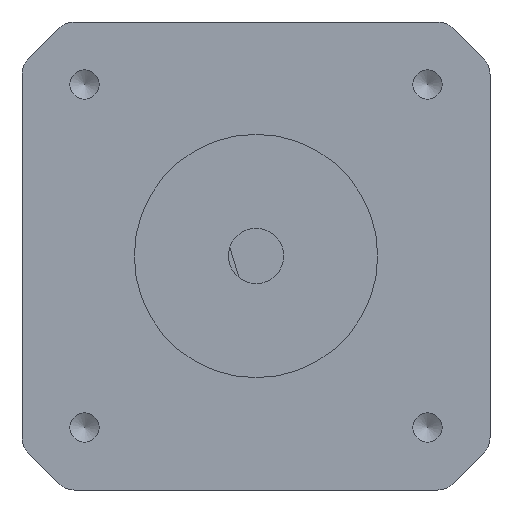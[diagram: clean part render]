
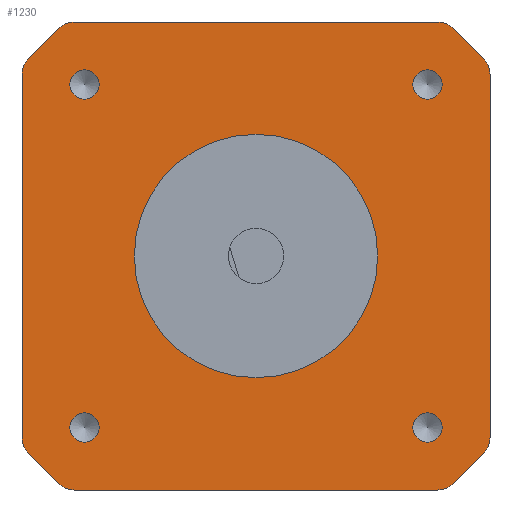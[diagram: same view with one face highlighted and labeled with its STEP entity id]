
A CAD part, front view. The second image highlights one B-rep face of the part: STEP entity #1230.
In plain terms, the highlighted planar face has unit normal (0, -1, 0).
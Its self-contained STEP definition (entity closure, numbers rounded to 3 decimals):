
#16=FACE_BOUND('',#198,.T.);
#17=FACE_BOUND('',#199,.T.);
#18=FACE_BOUND('',#200,.T.);
#19=FACE_BOUND('',#201,.T.);
#20=FACE_BOUND('',#202,.T.);
#40=PLANE('',#1371);
#131=FACE_OUTER_BOUND('',#197,.T.);
#197=EDGE_LOOP('',(#1056,#1057,#1058,#1059,#1060,#1061,#1062,#1063,#1064,
#1065,#1066,#1067,#1068,#1069,#1070,#1071));
#198=EDGE_LOOP('',(#1072,#1073));
#199=EDGE_LOOP('',(#1074,#1075));
#200=EDGE_LOOP('',(#1076,#1077));
#201=EDGE_LOOP('',(#1078,#1079));
#202=EDGE_LOOP('',(#1080));
#220=CIRCLE('',#1264,1.325);
#221=CIRCLE('',#1265,1.325);
#222=CIRCLE('',#1267,1.325);
#225=CIRCLE('',#1270,1.325);
#227=CIRCLE('',#1276,2.);
#229=CIRCLE('',#1279,2.);
#231=CIRCLE('',#1282,2.);
#233=CIRCLE('',#1285,2.);
#235=CIRCLE('',#1288,2.);
#237=CIRCLE('',#1291,2.);
#239=CIRCLE('',#1294,2.);
#241=CIRCLE('',#1297,2.);
#279=CIRCLE('',#1370,11.);
#280=CIRCLE('',#1372,1.325);
#281=CIRCLE('',#1373,1.325);
#282=CIRCLE('',#1374,1.325);
#283=CIRCLE('',#1375,1.325);
#293=LINE('',#1809,#404);
#305=LINE('',#1834,#416);
#315=LINE('',#1855,#426);
#372=LINE('',#2063,#483);
#373=LINE('',#2065,#484);
#374=LINE('',#2067,#485);
#375=LINE('',#2069,#486);
#384=LINE('',#2100,#495);
#404=VECTOR('',#1426,1000.);
#416=VECTOR('',#1440,1000.);
#426=VECTOR('',#1452,1000.);
#483=VECTOR('',#1671,1000.);
#484=VECTOR('',#1674,1000.);
#485=VECTOR('',#1677,1000.);
#486=VECTOR('',#1680,1000.);
#495=VECTOR('',#1717,1000.);
#513=VERTEX_POINT('',#1787);
#514=VERTEX_POINT('',#1788);
#515=VERTEX_POINT('',#1793);
#516=VERTEX_POINT('',#1794);
#521=VERTEX_POINT('',#1806);
#522=VERTEX_POINT('',#1808);
#533=VERTEX_POINT('',#1831);
#534=VERTEX_POINT('',#1833);
#543=VERTEX_POINT('',#1853);
#544=VERTEX_POINT('',#1854);
#556=VERTEX_POINT('',#1880);
#558=VERTEX_POINT('',#1886);
#561=VERTEX_POINT('',#1893);
#562=VERTEX_POINT('',#1895);
#564=VERTEX_POINT('',#1901);
#566=VERTEX_POINT('',#1907);
#569=VERTEX_POINT('',#1914);
#570=VERTEX_POINT('',#1916);
#572=VERTEX_POINT('',#1922);
#574=VERTEX_POINT('',#1928);
#622=VERTEX_POINT('',#2096);
#623=VERTEX_POINT('',#2101);
#624=VERTEX_POINT('',#2102);
#625=VERTEX_POINT('',#2105);
#626=VERTEX_POINT('',#2106);
#637=EDGE_CURVE('',#513,#514,#220,.T.);
#639=EDGE_CURVE('',#514,#513,#221,.T.);
#640=EDGE_CURVE('',#515,#516,#222,.T.);
#644=EDGE_CURVE('',#516,#515,#225,.T.);
#647=EDGE_CURVE('',#522,#521,#293,.T.);
#659=EDGE_CURVE('',#533,#534,#305,.T.);
#669=EDGE_CURVE('',#543,#544,#315,.T.);
#683=EDGE_CURVE('',#533,#556,#227,.T.);
#685=EDGE_CURVE('',#558,#544,#229,.T.);
#689=EDGE_CURVE('',#562,#561,#231,.T.);
#692=EDGE_CURVE('',#564,#534,#233,.T.);
#696=EDGE_CURVE('',#521,#566,#235,.T.);
#699=EDGE_CURVE('',#570,#569,#237,.T.);
#703=EDGE_CURVE('',#543,#572,#239,.T.);
#705=EDGE_CURVE('',#574,#522,#241,.T.);
#774=EDGE_CURVE('',#564,#561,#372,.T.);
#775=EDGE_CURVE('',#566,#570,#373,.T.);
#776=EDGE_CURVE('',#574,#572,#374,.T.);
#777=EDGE_CURVE('',#556,#558,#375,.T.);
#791=EDGE_CURVE('',#622,#622,#279,.T.);
#792=EDGE_CURVE('',#569,#562,#384,.T.);
#793=EDGE_CURVE('',#623,#624,#280,.T.);
#794=EDGE_CURVE('',#624,#623,#281,.T.);
#795=EDGE_CURVE('',#625,#626,#282,.T.);
#796=EDGE_CURVE('',#626,#625,#283,.T.);
#1056=ORIENTED_EDGE('',*,*,#659,.F.);
#1057=ORIENTED_EDGE('',*,*,#683,.T.);
#1058=ORIENTED_EDGE('',*,*,#777,.T.);
#1059=ORIENTED_EDGE('',*,*,#685,.T.);
#1060=ORIENTED_EDGE('',*,*,#669,.F.);
#1061=ORIENTED_EDGE('',*,*,#703,.T.);
#1062=ORIENTED_EDGE('',*,*,#776,.F.);
#1063=ORIENTED_EDGE('',*,*,#705,.T.);
#1064=ORIENTED_EDGE('',*,*,#647,.T.);
#1065=ORIENTED_EDGE('',*,*,#696,.T.);
#1066=ORIENTED_EDGE('',*,*,#775,.T.);
#1067=ORIENTED_EDGE('',*,*,#699,.T.);
#1068=ORIENTED_EDGE('',*,*,#792,.T.);
#1069=ORIENTED_EDGE('',*,*,#689,.T.);
#1070=ORIENTED_EDGE('',*,*,#774,.F.);
#1071=ORIENTED_EDGE('',*,*,#692,.T.);
#1072=ORIENTED_EDGE('',*,*,#793,.F.);
#1073=ORIENTED_EDGE('',*,*,#794,.F.);
#1074=ORIENTED_EDGE('',*,*,#795,.F.);
#1075=ORIENTED_EDGE('',*,*,#796,.F.);
#1076=ORIENTED_EDGE('',*,*,#637,.F.);
#1077=ORIENTED_EDGE('',*,*,#639,.F.);
#1078=ORIENTED_EDGE('',*,*,#640,.F.);
#1079=ORIENTED_EDGE('',*,*,#644,.F.);
#1080=ORIENTED_EDGE('',*,*,#791,.F.);
#1230=ADVANCED_FACE('',(#131,#16,#17,#18,#19,#20),#40,.T.);
#1264=AXIS2_PLACEMENT_3D('',#1789,#1406,#1407);
#1265=AXIS2_PLACEMENT_3D('',#1791,#1409,#1410);
#1267=AXIS2_PLACEMENT_3D('',#1795,#1413,#1414);
#1270=AXIS2_PLACEMENT_3D('',#1801,#1420,#1421);
#1276=AXIS2_PLACEMENT_3D('',#1882,#1469,#1470);
#1279=AXIS2_PLACEMENT_3D('',#1887,#1475,#1476);
#1282=AXIS2_PLACEMENT_3D('',#1896,#1483,#1484);
#1285=AXIS2_PLACEMENT_3D('',#1902,#1490,#1491);
#1288=AXIS2_PLACEMENT_3D('',#1909,#1498,#1499);
#1291=AXIS2_PLACEMENT_3D('',#1917,#1505,#1506);
#1294=AXIS2_PLACEMENT_3D('',#1924,#1513,#1514);
#1297=AXIS2_PLACEMENT_3D('',#1929,#1519,#1520);
#1370=AXIS2_PLACEMENT_3D('',#2098,#1713,#1714);
#1371=AXIS2_PLACEMENT_3D('',#2099,#1715,#1716);
#1372=AXIS2_PLACEMENT_3D('',#2103,#1718,#1719);
#1373=AXIS2_PLACEMENT_3D('',#2104,#1720,#1721);
#1374=AXIS2_PLACEMENT_3D('',#2107,#1722,#1723);
#1375=AXIS2_PLACEMENT_3D('',#2108,#1724,#1725);
#1406=DIRECTION('center_axis',(0.,-1.,0.));
#1407=DIRECTION('ref_axis',(0.,0.,-1.));
#1409=DIRECTION('center_axis',(0.,-1.,0.));
#1410=DIRECTION('ref_axis',(0.,0.,-1.));
#1413=DIRECTION('center_axis',(0.,-1.,0.));
#1414=DIRECTION('ref_axis',(0.,0.,-1.));
#1420=DIRECTION('center_axis',(0.,-1.,0.));
#1421=DIRECTION('ref_axis',(0.,0.,-1.));
#1426=DIRECTION('',(-1.,0.,0.));
#1440=DIRECTION('',(-1.,0.,0.));
#1452=DIRECTION('',(0.,0.,-1.));
#1469=DIRECTION('center_axis',(0.,-1.,0.));
#1470=DIRECTION('ref_axis',(0.,0.,-1.));
#1475=DIRECTION('center_axis',(0.,-1.,0.));
#1476=DIRECTION('ref_axis',(0.,0.,-1.));
#1483=DIRECTION('center_axis',(0.,-1.,0.));
#1484=DIRECTION('ref_axis',(0.,0.,-1.));
#1490=DIRECTION('center_axis',(0.,-1.,0.));
#1491=DIRECTION('ref_axis',(0.,0.,-1.));
#1498=DIRECTION('center_axis',(0.,-1.,0.));
#1499=DIRECTION('ref_axis',(0.,0.,-1.));
#1505=DIRECTION('center_axis',(0.,-1.,0.));
#1506=DIRECTION('ref_axis',(0.,0.,-1.));
#1513=DIRECTION('center_axis',(0.,-1.,0.));
#1514=DIRECTION('ref_axis',(0.,0.,-1.));
#1519=DIRECTION('center_axis',(0.,-1.,0.));
#1520=DIRECTION('ref_axis',(0.,0.,-1.));
#1671=DIRECTION('',(-0.707,0.,0.707));
#1674=DIRECTION('',(-0.707,0.,-0.707));
#1677=DIRECTION('',(0.707,0.,-0.707));
#1680=DIRECTION('',(0.707,0.,0.707));
#1713=DIRECTION('center_axis',(0.,-1.,0.));
#1714=DIRECTION('ref_axis',(0.,0.,-1.));
#1715=DIRECTION('center_axis',(0.,-1.,0.));
#1716=DIRECTION('ref_axis',(0.,0.,-1.));
#1717=DIRECTION('',(0.,0.,-1.));
#1718=DIRECTION('center_axis',(0.,-1.,0.));
#1719=DIRECTION('ref_axis',(0.,0.,-1.));
#1720=DIRECTION('center_axis',(0.,-1.,0.));
#1721=DIRECTION('ref_axis',(0.,0.,-1.));
#1722=DIRECTION('center_axis',(0.,-1.,0.));
#1723=DIRECTION('ref_axis',(0.,0.,-1.));
#1724=DIRECTION('center_axis',(0.,-1.,0.));
#1725=DIRECTION('ref_axis',(0.,0.,-1.));
#1787=CARTESIAN_POINT('',(15.5,-47.,14.175));
#1788=CARTESIAN_POINT('',(15.5,-47.,16.825));
#1789=CARTESIAN_POINT('Origin',(15.5,-47.,15.5));
#1791=CARTESIAN_POINT('Origin',(15.5,-47.,15.5));
#1793=CARTESIAN_POINT('',(-15.5,-47.,14.175));
#1794=CARTESIAN_POINT('',(-15.5,-47.,16.825));
#1795=CARTESIAN_POINT('Origin',(-15.5,-47.,15.5));
#1801=CARTESIAN_POINT('Origin',(-15.5,-47.,15.5));
#1806=CARTESIAN_POINT('',(-16.432,-47.,21.15));
#1808=CARTESIAN_POINT('',(16.432,-47.,21.15));
#1809=CARTESIAN_POINT('',(0.,-47.,21.15));
#1831=CARTESIAN_POINT('',(16.432,-47.,-21.15));
#1833=CARTESIAN_POINT('',(-16.432,-47.,-21.15));
#1834=CARTESIAN_POINT('',(0.,-47.,-21.15));
#1853=CARTESIAN_POINT('',(21.15,-47.,16.432));
#1854=CARTESIAN_POINT('',(21.15,-47.,-16.432));
#1855=CARTESIAN_POINT('',(21.15,-47.,0.));
#1880=CARTESIAN_POINT('',(17.847,-47.,-20.564));
#1882=CARTESIAN_POINT('Origin',(16.432,-47.,-19.15));
#1886=CARTESIAN_POINT('',(20.564,-47.,-17.847));
#1887=CARTESIAN_POINT('Origin',(19.15,-47.,-16.432));
#1893=CARTESIAN_POINT('',(-20.564,-47.,-17.847));
#1895=CARTESIAN_POINT('',(-21.15,-47.,-16.432));
#1896=CARTESIAN_POINT('Origin',(-19.15,-47.,-16.432));
#1901=CARTESIAN_POINT('',(-17.847,-47.,-20.564));
#1902=CARTESIAN_POINT('Origin',(-16.432,-47.,-19.15));
#1907=CARTESIAN_POINT('',(-17.847,-47.,20.564));
#1909=CARTESIAN_POINT('Origin',(-16.432,-47.,19.15));
#1914=CARTESIAN_POINT('',(-21.15,-47.,16.432));
#1916=CARTESIAN_POINT('',(-20.564,-47.,17.847));
#1917=CARTESIAN_POINT('Origin',(-19.15,-47.,16.432));
#1922=CARTESIAN_POINT('',(20.564,-47.,17.847));
#1924=CARTESIAN_POINT('Origin',(19.15,-47.,16.432));
#1928=CARTESIAN_POINT('',(17.847,-47.,20.564));
#1929=CARTESIAN_POINT('Origin',(16.432,-47.,19.15));
#2063=CARTESIAN_POINT('',(-19.205,-47.,-19.205));
#2065=CARTESIAN_POINT('',(-19.205,-47.,19.205));
#2067=CARTESIAN_POINT('',(19.205,-47.,19.205));
#2069=CARTESIAN_POINT('',(19.205,-47.,-19.205));
#2096=CARTESIAN_POINT('',(0.,-47.,-11.));
#2098=CARTESIAN_POINT('Origin',(0.,-47.,0.));
#2099=CARTESIAN_POINT('Origin',(0.,-47.,0.));
#2100=CARTESIAN_POINT('',(-21.15,-47.,0.));
#2101=CARTESIAN_POINT('',(-15.5,-47.,-16.825));
#2102=CARTESIAN_POINT('',(-15.5,-47.,-14.175));
#2103=CARTESIAN_POINT('Origin',(-15.5,-47.,-15.5));
#2104=CARTESIAN_POINT('Origin',(-15.5,-47.,-15.5));
#2105=CARTESIAN_POINT('',(15.5,-47.,-16.825));
#2106=CARTESIAN_POINT('',(15.5,-47.,-14.175));
#2107=CARTESIAN_POINT('Origin',(15.5,-47.,-15.5));
#2108=CARTESIAN_POINT('Origin',(15.5,-47.,-15.5));
